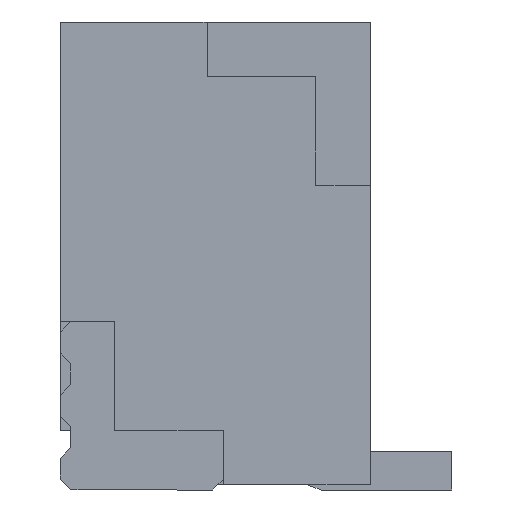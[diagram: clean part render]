
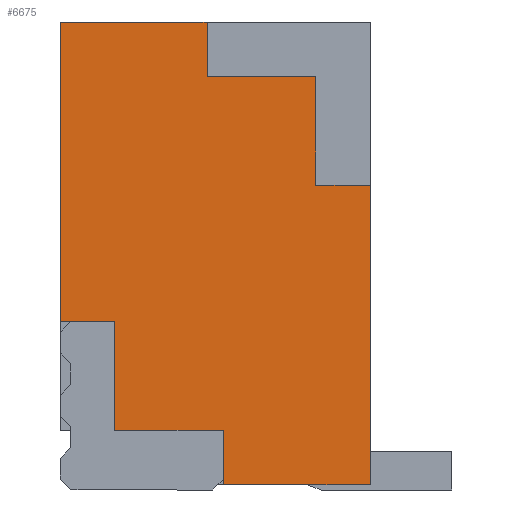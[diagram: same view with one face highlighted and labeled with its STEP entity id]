
A CAD part, left-side view. The second image highlights one B-rep face of the part: STEP entity #6675.
In plain terms, the highlighted planar face has unit normal (-1, 0, 0).
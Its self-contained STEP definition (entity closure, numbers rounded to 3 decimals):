
#255=FACE_OUTER_BOUND('',#610,.T.);
#610=EDGE_LOOP('',(#5258,#5259,#5260,#5261,#5262,#5263,#5264,#5265,#5266,
#5267,#5268,#5269));
#1215=LINE('',#9695,#2126);
#1245=LINE('',#9757,#2156);
#1297=LINE('',#9863,#2208);
#1304=LINE('',#9876,#2215);
#1307=LINE('',#9881,#2218);
#1309=LINE('',#9885,#2220);
#1312=LINE('',#9893,#2223);
#1316=LINE('',#9901,#2227);
#1319=LINE('',#9907,#2230);
#1322=LINE('',#9912,#2233);
#1362=LINE('',#9991,#2273);
#1363=LINE('',#9993,#2274);
#2126=VECTOR('',#7962,2.75);
#2156=VECTOR('',#8012,1.35);
#2208=VECTOR('',#8096,0.5);
#2215=VECTOR('',#8109,0.5);
#2218=VECTOR('',#8114,1.);
#2220=VECTOR('',#8120,1.);
#2223=VECTOR('',#8127,0.5);
#2227=VECTOR('',#8133,1.);
#2230=VECTOR('',#8138,1.);
#2233=VECTOR('',#8143,0.5);
#2273=VECTOR('',#8187,1.35);
#2274=VECTOR('',#8190,2.75);
#2882=VERTEX_POINT('',#9692);
#2883=VERTEX_POINT('',#9694);
#2900=VERTEX_POINT('',#9745);
#2942=VERTEX_POINT('',#9860);
#2943=VERTEX_POINT('',#9862);
#2946=VERTEX_POINT('',#9874);
#2947=VERTEX_POINT('',#9879);
#2949=VERTEX_POINT('',#9891);
#2950=VERTEX_POINT('',#9892);
#2953=VERTEX_POINT('',#9900);
#2955=VERTEX_POINT('',#9906);
#2993=VERTEX_POINT('',#9989);
#3645=EDGE_CURVE('',#2883,#2882,#1215,.T.);
#3675=EDGE_CURVE('',#2900,#2883,#1245,.T.);
#3727=EDGE_CURVE('',#2943,#2942,#1297,.T.);
#3734=EDGE_CURVE('',#2882,#2946,#1304,.T.);
#3737=EDGE_CURVE('',#2946,#2947,#1307,.T.);
#3739=EDGE_CURVE('',#2947,#2943,#1309,.T.);
#3742=EDGE_CURVE('',#2949,#2950,#1312,.T.);
#3746=EDGE_CURVE('',#2950,#2953,#1316,.T.);
#3749=EDGE_CURVE('',#2953,#2955,#1319,.T.);
#3752=EDGE_CURVE('',#2955,#2900,#1322,.T.);
#3792=EDGE_CURVE('',#2942,#2993,#1362,.T.);
#3793=EDGE_CURVE('',#2993,#2949,#1363,.T.);
#5258=ORIENTED_EDGE('',*,*,#3734,.T.);
#5259=ORIENTED_EDGE('',*,*,#3737,.T.);
#5260=ORIENTED_EDGE('',*,*,#3739,.T.);
#5261=ORIENTED_EDGE('',*,*,#3727,.T.);
#5262=ORIENTED_EDGE('',*,*,#3792,.T.);
#5263=ORIENTED_EDGE('',*,*,#3793,.T.);
#5264=ORIENTED_EDGE('',*,*,#3742,.T.);
#5265=ORIENTED_EDGE('',*,*,#3746,.T.);
#5266=ORIENTED_EDGE('',*,*,#3749,.T.);
#5267=ORIENTED_EDGE('',*,*,#3752,.T.);
#5268=ORIENTED_EDGE('',*,*,#3675,.T.);
#5269=ORIENTED_EDGE('',*,*,#3645,.T.);
#6120=PLANE('',#7015);
#6675=ADVANCED_FACE('',(#255),#6120,.T.);
#7015=AXIS2_PLACEMENT_3D('',#9992,#8188,#8189);
#7962=DIRECTION('',(0.,0.,-1.));
#8012=DIRECTION('',(0.,1.,0.));
#8096=DIRECTION('',(0.,0.,-1.));
#8109=DIRECTION('',(0.,-1.,0.));
#8114=DIRECTION('',(0.,0.,-1.));
#8120=DIRECTION('',(0.,-1.,0.));
#8127=DIRECTION('',(0.,1.,0.));
#8133=DIRECTION('',(0.,0.,1.));
#8138=DIRECTION('',(0.,1.,0.));
#8143=DIRECTION('',(0.,0.,1.));
#8187=DIRECTION('',(0.,-1.,0.));
#8188=DIRECTION('center_axis',(-1.,0.,0.));
#8189=DIRECTION('ref_axis',(0.,0.,1.));
#8190=DIRECTION('',(0.,0.,1.));
#9692=CARTESIAN_POINT('',(-5.,2.9,1.5));
#9694=CARTESIAN_POINT('',(-5.,2.9,4.25));
#9695=CARTESIAN_POINT('',(-5.,2.9,4.25));
#9745=CARTESIAN_POINT('',(-5.,1.55,4.25));
#9757=CARTESIAN_POINT('',(-5.,0.05,4.25));
#9860=CARTESIAN_POINT('',(-5.,1.4,0.));
#9862=CARTESIAN_POINT('',(-5.,1.4,0.5));
#9863=CARTESIAN_POINT('',(-5.,1.4,0.986));
#9874=CARTESIAN_POINT('',(-5.,2.4,1.5));
#9876=CARTESIAN_POINT('',(-5.,1.931,1.5));
#9879=CARTESIAN_POINT('',(-5.,2.4,0.5));
#9881=CARTESIAN_POINT('',(-5.,2.4,1.236));
#9885=CARTESIAN_POINT('',(-5.,1.431,0.5));
#9891=CARTESIAN_POINT('',(-5.,0.05,2.75));
#9892=CARTESIAN_POINT('',(-5.,0.55,2.75));
#9893=CARTESIAN_POINT('',(-5.,1.006,2.75));
#9900=CARTESIAN_POINT('',(-5.,0.55,3.75));
#9901=CARTESIAN_POINT('',(-5.,0.55,2.861));
#9906=CARTESIAN_POINT('',(-5.,1.55,3.75));
#9907=CARTESIAN_POINT('',(-5.,1.506,3.75));
#9912=CARTESIAN_POINT('',(-5.,1.55,3.111));
#9989=CARTESIAN_POINT('',(-5.,0.05,0.));
#9991=CARTESIAN_POINT('',(-5.,2.4,0.));
#9992=CARTESIAN_POINT('Origin',(-5.,1.463,1.972));
#9993=CARTESIAN_POINT('',(-5.,0.05,0.));
